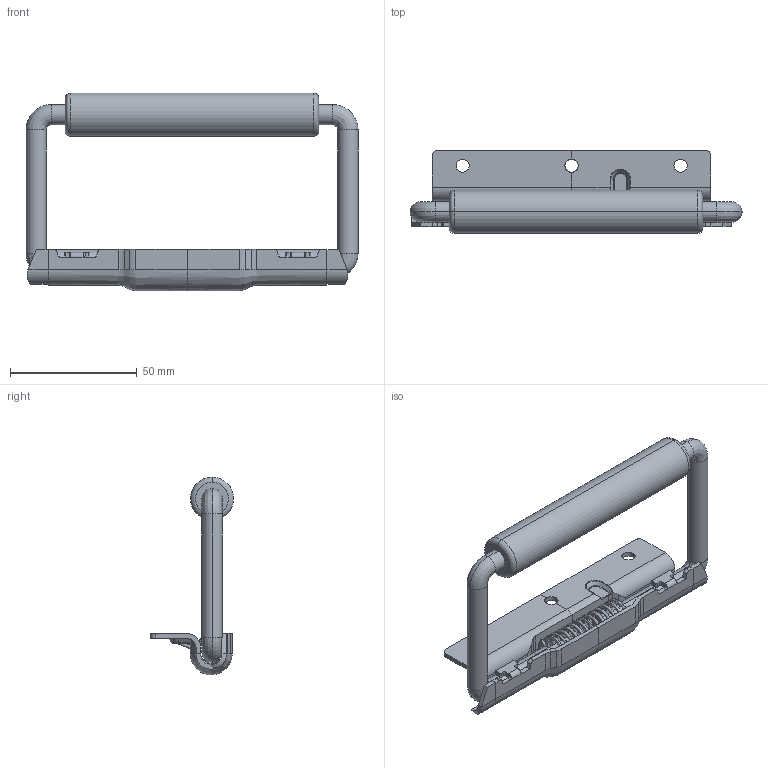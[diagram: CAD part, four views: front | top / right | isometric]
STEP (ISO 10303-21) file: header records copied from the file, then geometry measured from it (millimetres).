
FILE_DESCRIPTION(/* description */ (''),/* implementation_level */ '2;1');
FILE_NAME(/* name */ 'LS504-1',/* time_stamp */ '2025-05-08T12:47:27+08:00',/* author */ (''),/* organization */ (''),/* preprocessor_version */ 'ST-DEVELOPER v19.2',/* originating_system */ 'Rhino 8.5',/* authorisation */ '');
FILE_SCHEMA (('CONFIG_CONTROL_DESIGN'));
Length unit declared in the file: millimetre
Products named in the file (1): Document
Bounding box: 131 x 32.84 x 78 mm (x, y, z)
Volume: 35141.8 mm3; surface area: 31123 mm2
Topology: 4 solids, 5 shells, 214 faces, 545 edges, 340 vertices
Faces by surface type: plane 90, cylinder 82, bspline 42
Entity records: 16260 total; most frequent: CARTESIAN_POINT 12050, ORIENTED_EDGE 1095, EDGE_CURVE 549, DIRECTION 488, VERTEX_POINT 343, AXIS2_PLACEMENT_3D 330, EDGE_LOOP 222, ADVANCED_FACE 214
